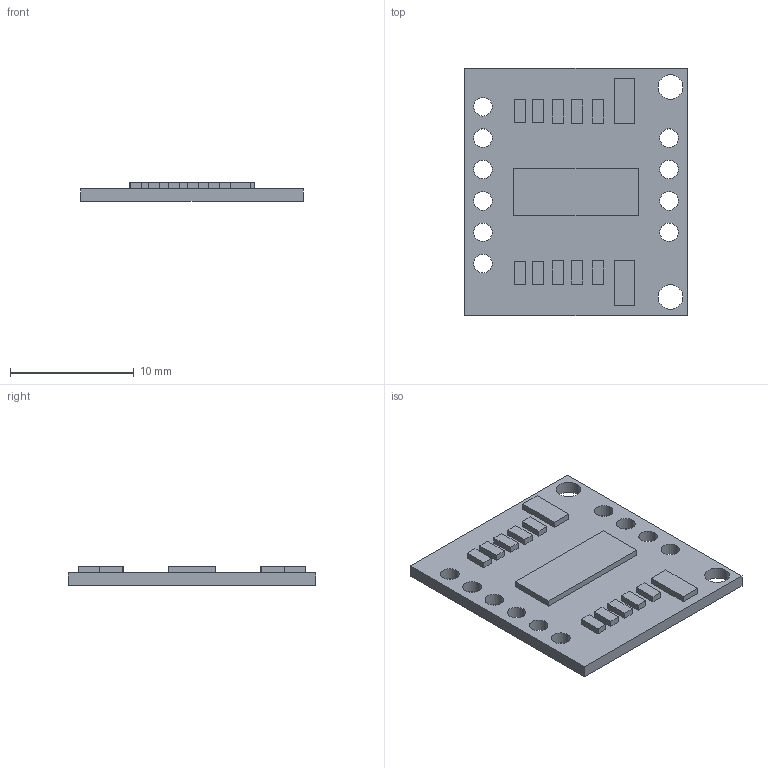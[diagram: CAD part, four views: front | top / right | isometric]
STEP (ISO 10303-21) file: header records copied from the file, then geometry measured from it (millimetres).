
FILE_DESCRIPTION (( 'STEP AP214' ), '1' );
FILE_NAME ('audiostereoamp2.STEP', '2021-10-17T22:35:13', ( '' ), ( '' ), 'SwSTEP 2.0', 'SolidWorks 2021', '' );
FILE_SCHEMA (( 'AUTOMOTIVE_DESIGN' ));
Length unit declared in the file: millimetre
Products named in the file (1): audiostereoamp2
Bounding box: 18 x 20 x 1.5 mm (x, y, z)
Volume: 370.1 mm3; surface area: 860.3 mm2
Topology: 1 solids, 1 shells, 95 faces, 240 edges, 160 vertices
Faces by surface type: plane 71, cylinder 24
Entity records: 2924 total; most frequent: CARTESIAN_POINT 496, ORIENTED_EDGE 480, DIRECTION 480, EDGE_CURVE 240, LINE 192, VECTOR 192, VERTEX_POINT 160, AXIS2_PLACEMENT_3D 144
